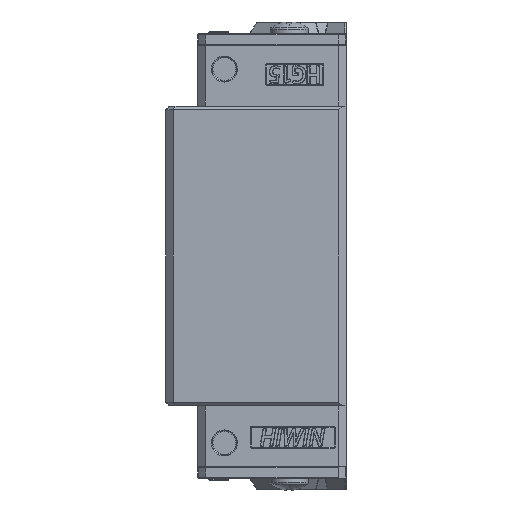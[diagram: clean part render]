
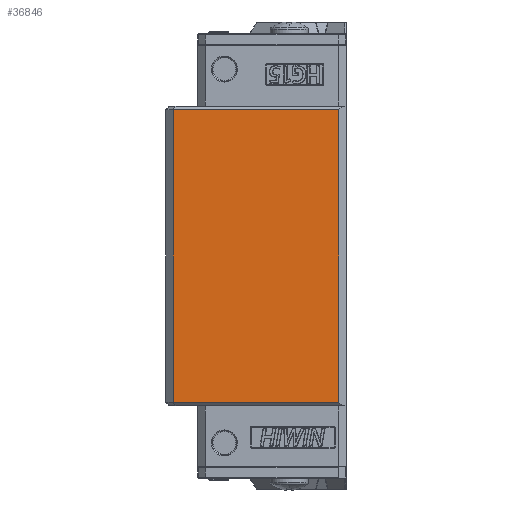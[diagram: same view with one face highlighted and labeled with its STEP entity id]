
A CAD part, left-side view. The second image highlights one B-rep face of the part: STEP entity #36846.
In plain terms, the highlighted planar face has unit normal (-1, 0, 0).
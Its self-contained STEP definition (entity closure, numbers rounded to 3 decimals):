
#1341 = CARTESIAN_POINT ( 'NONE',  ( -17., 5.3, -19.2 ) ) ;
#1869 = DIRECTION ( 'NONE',  ( 0., 1., 0. ) ) ;
#4422 = DIRECTION ( 'NONE',  ( 1., 0., 0. ) ) ;
#7460 = VECTOR ( 'NONE', #1869, 1000. ) ;
#8216 = CARTESIAN_POINT ( 'NONE',  ( -17., 27., 19.7 ) ) ;
#9788 = CARTESIAN_POINT ( 'NONE',  ( -17., 27., 19.2 ) ) ;
#10925 = LINE ( 'NONE', #8216, #25399 ) ;
#11102 = DIRECTION ( 'NONE',  ( 0., 0., -1. ) ) ;
#14293 = CARTESIAN_POINT ( 'NONE',  ( -17., 5.3, 19.2 ) ) ;
#14316 = ORIENTED_EDGE ( 'NONE', *, *, #30258, .F. ) ;
#15467 = VERTEX_POINT ( 'NONE', #17347 ) ;
#17347 = CARTESIAN_POINT ( 'NONE',  ( -17., 5.3, -19.2 ) ) ;
#17785 = ORIENTED_EDGE ( 'NONE', *, *, #31409, .T. ) ;
#18327 = AXIS2_PLACEMENT_3D ( 'NONE', #21701, #4422, #24629 ) ;
#18731 = VERTEX_POINT ( 'NONE', #14293 ) ;
#19552 = LINE ( 'NONE', #1341, #34006 ) ;
#21386 = VERTEX_POINT ( 'NONE', #9788 ) ;
#21701 = CARTESIAN_POINT ( 'NONE',  ( -17., 5.3, 19.7 ) ) ;
#22593 = ORIENTED_EDGE ( 'NONE', *, *, #27194, .T. ) ;
#23076 = DIRECTION ( 'NONE',  ( 0., 0., -1. ) ) ;
#24629 = DIRECTION ( 'NONE',  ( 0., 0., -1. ) ) ;
#24943 = FACE_OUTER_BOUND ( 'NONE', #26682, .T. ) ;
#25154 = ORIENTED_EDGE ( 'NONE', *, *, #36610, .T. ) ;
#25399 = VECTOR ( 'NONE', #11102, 1000. ) ;
#26003 = CARTESIAN_POINT ( 'NONE',  ( -17., 5.3, 19.7 ) ) ;
#26682 = EDGE_LOOP ( 'NONE', ( #25154, #17785, #14316, #22593 ) ) ;
#27194 = EDGE_CURVE ( 'NONE', #18731, #21386, #30466, .T. ) ;
#27307 = DIRECTION ( 'NONE',  ( 0., -1., 0. ) ) ;
#27392 = PLANE ( 'NONE',  #18327 ) ;
#27781 = VECTOR ( 'NONE', #23076, 1000. ) ;
#30258 = EDGE_CURVE ( 'NONE', #18731, #15467, #34538, .T. ) ;
#30466 = LINE ( 'NONE', #36436, #7460 ) ;
#31409 = EDGE_CURVE ( 'NONE', #32201, #15467, #19552, .T. ) ;
#32201 = VERTEX_POINT ( 'NONE', #32405 ) ;
#32405 = CARTESIAN_POINT ( 'NONE',  ( -17., 27., -19.2 ) ) ;
#34006 = VECTOR ( 'NONE', #27307, 1000. ) ;
#34538 = LINE ( 'NONE', #26003, #27781 ) ;
#36436 = CARTESIAN_POINT ( 'NONE',  ( -17., 5.3, 19.2 ) ) ;
#36610 = EDGE_CURVE ( 'NONE', #21386, #32201, #10925, .T. ) ;
#36846 = ADVANCED_FACE ( 'NONE', ( #24943 ), #27392, .F. ) ;
